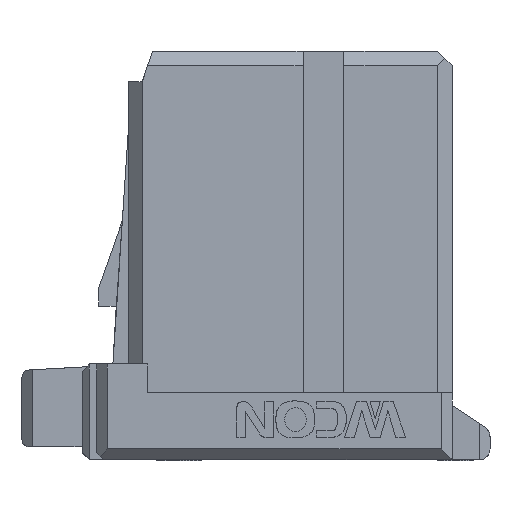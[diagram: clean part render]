
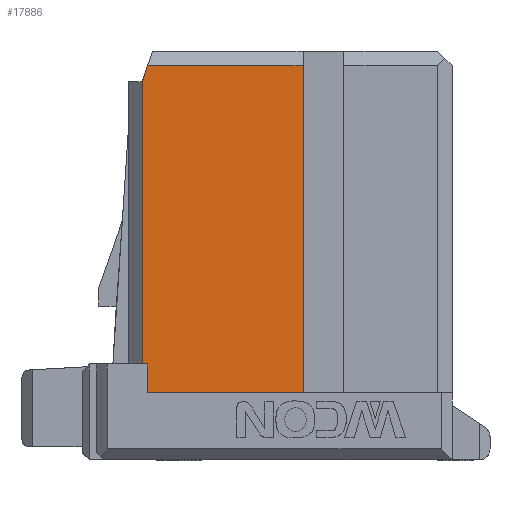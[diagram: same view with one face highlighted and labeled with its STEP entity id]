
A CAD part, front view. The second image highlights one B-rep face of the part: STEP entity #17886.
In plain terms, the highlighted planar face has unit normal (0, -1, 0).
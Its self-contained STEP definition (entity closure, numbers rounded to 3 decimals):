
#2478=CARTESIAN_POINT('',(-54.28,17.446,10.513));
#2479=VERTEX_POINT('',#2478);
#2486=CARTESIAN_POINT('',(-49.949,17.446,10.513));
#2487=VERTEX_POINT('',#2486);
#2488=CARTESIAN_POINT('',(-54.28,17.446,10.513));
#2489=DIRECTION('',(1.,0.,0.));
#2490=VECTOR('',#2489,4.331);
#2491=LINE('',#2488,#2490);
#2492=EDGE_CURVE('',#2479,#2487,#2491,.T.);
#2642=CARTESIAN_POINT('',(-54.295,17.446,2.197));
#2643=VERTEX_POINT('',#2642);
#2644=CARTESIAN_POINT('',(-54.418,17.446,2.197));
#2645=VERTEX_POINT('',#2644);
#2646=CARTESIAN_POINT('',(-54.295,17.446,2.197));
#2647=DIRECTION('',(-1.,0.,0.));
#2648=VECTOR('',#2647,0.123);
#2649=LINE('',#2646,#2648);
#2650=EDGE_CURVE('',#2643,#2645,#2649,.T.);
#17712=CARTESIAN_POINT('',(-49.949,17.446,1.39));
#17713=VERTEX_POINT('',#17712);
#17714=CARTESIAN_POINT('',(-49.949,17.446,10.513));
#17715=DIRECTION('',(0.,0.,-1.));
#17716=VECTOR('',#17715,9.122);
#17717=LINE('',#17714,#17716);
#17718=EDGE_CURVE('',#2487,#17713,#17717,.T.);
#17848=CARTESIAN_POINT('',(-54.848,17.446,10.916));
#17849=DIRECTION('',(-1.,0.,0.));
#17850=DIRECTION('',(-0.,-1.,-0.));
#17851=AXIS2_PLACEMENT_3D('',#17848,#17850,#17849);
#17852=PLANE('',#17851);
#17853=CARTESIAN_POINT('',(-54.418,17.446,10.102));
#17854=VERTEX_POINT('',#17853);
#17855=CARTESIAN_POINT('',(-54.28,17.446,10.513));
#17856=DIRECTION('',(-0.319,0.,-0.948));
#17857=VECTOR('',#17856,0.433);
#17858=LINE('',#17855,#17857);
#17859=EDGE_CURVE('',#2479,#17854,#17858,.T.);
#17860=ORIENTED_EDGE('',*,*,#17859,.T.);
#17861=CARTESIAN_POINT('',(-54.418,17.446,10.102));
#17862=DIRECTION('',(0.,0.,-1.));
#17863=VECTOR('',#17862,7.906);
#17864=LINE('',#17861,#17863);
#17865=EDGE_CURVE('',#17854,#2645,#17864,.T.);
#17866=ORIENTED_EDGE('',*,*,#17865,.T.);
#17867=ORIENTED_EDGE('',*,*,#2650,.F.);
#17868=CARTESIAN_POINT('',(-54.295,17.446,1.39));
#17869=VERTEX_POINT('',#17868);
#17870=CARTESIAN_POINT('',(-54.295,17.446,2.197));
#17871=DIRECTION('',(0.,0.,-1.));
#17872=VECTOR('',#17871,0.806);
#17873=LINE('',#17870,#17872);
#17874=EDGE_CURVE('',#2643,#17869,#17873,.T.);
#17875=ORIENTED_EDGE('',*,*,#17874,.T.);
#17876=CARTESIAN_POINT('',(-54.295,17.446,1.39));
#17877=DIRECTION('',(1.,0.,0.));
#17878=VECTOR('',#17877,4.346);
#17879=LINE('',#17876,#17878);
#17880=EDGE_CURVE('',#17869,#17713,#17879,.T.);
#17881=ORIENTED_EDGE('',*,*,#17880,.T.);
#17882=ORIENTED_EDGE('',*,*,#17718,.F.);
#17883=ORIENTED_EDGE('',*,*,#2492,.F.);
#17884=EDGE_LOOP('',(#17860,#17866,#17867,#17875,#17881,#17882,#17883));
#17885=FACE_OUTER_BOUND('',#17884,.T.);
#17886=ADVANCED_FACE('',(#17885),#17852,.T.);
